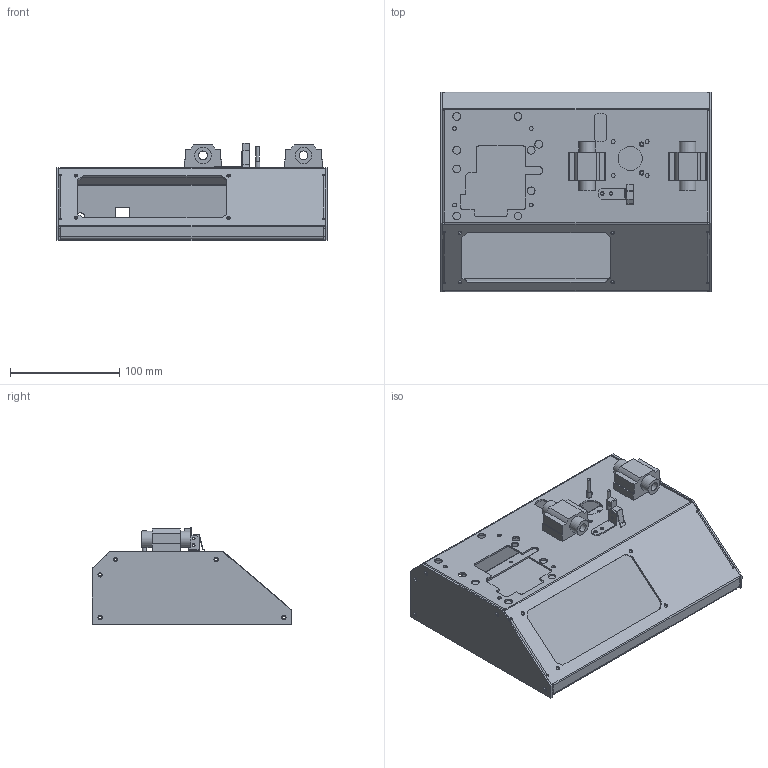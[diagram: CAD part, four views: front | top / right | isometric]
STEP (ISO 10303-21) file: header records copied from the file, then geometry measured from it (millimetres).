
FILE_DESCRIPTION(/* description */ (''),/* implementation_level */ '2;1');
FILE_NAME(/* name */ 'Base v7.step',/* time_stamp */ '2019-07-13T15:30:33-07:00',/* author */ (''),/* organization */ (''),/* preprocessor_version */ 'ST-DEVELOPER v18',/* originating_system */ 'Autodesk Translation Framework v8.2.0.1029',/* authorisation */ '');
FILE_SCHEMA (('AUTOMOTIVE_DESIGN { 1 0 10303 214 3 1 1 }'));
Length unit declared in the file: millimetre
Products named in the file (18): Base; Base_1; Bottom Cover; Bottom Cover_1; Y Axix Endstop Mount; Y Axix Endstop Mount_1; Y Axis Bearing Block; Y Axis Bearing Block_1; X Bearing Blocks; Side Covers; Right Cover; Left Cover; Base Frame; Frame; Endstop Switch; Endstop Switch_1; Microswitch; Lever
Assembly tree (18 placements, depth 6):
  Base
    Base_1
      Bottom Cover
        Bottom Cover_1
      Y Axix Endstop Mount
        Y Axix Endstop Mount_1
      Y Axis Bearing Block
        X Bearing Blocks
      Y Axis Bearing Block_1
        X Bearing Blocks
      Side Covers
        Right Cover
        Left Cover
      Base Frame
        Frame
      Endstop Switch
        Endstop Switch_1
          Microswitch
            Lever
Bounding box: 247.18 x 182 x 89.14 mm (x, y, z)
Volume: 233607.8 mm3; surface area: 270828.7 mm2
Topology: 14 solids, 14 shells, 479 faces, 1161 edges, 734 vertices
Faces by surface type: plane 280, cylinder 199
Full cylindrical faces by diameter (mm): 0.75 x6, 2 x2, 2.5 x2, 2.529 x21, 3 x3, 3.25 x6, 3.3 x2, 3.332 x8, 3.5 x16, 3.9 x10, 4.1 x16, 4.25 x2, 7.1 x9, 8 x3, 15 x4, 22 x1
Entity records: 14073 total; most frequent: DIRECTION 2460, CARTESIAN_POINT 2288, ORIENTED_EDGE 2208, EDGE_CURVE 1104, AXIS2_PLACEMENT_3D 868, LINE 724, VECTOR 724, VERTEX_POINT 696
